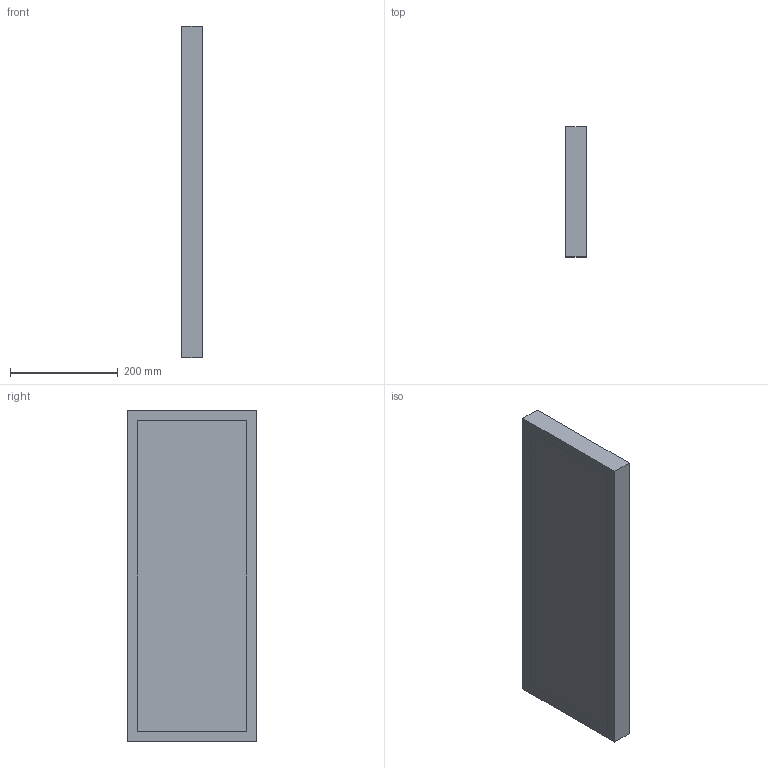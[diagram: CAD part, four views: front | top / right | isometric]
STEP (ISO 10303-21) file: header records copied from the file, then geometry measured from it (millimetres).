
FILE_DESCRIPTION (( 'STEP AP214' ), '1' );
FILE_NAME ('Inside Endplate Mold and Stock.STEP', '2025-03-20T13:41:59', ( '' ), ( '' ), 'SwSTEP 2.0', 'SolidWorks 2024', '' );
FILE_SCHEMA (( 'AUTOMOTIVE_DESIGN' ));
Length unit declared in the file: inch
Products named in the file (3): Inside Endplate Mold Stock; inside_endplate_mold.step; Inside Endplate Mold and Stock
Assembly tree (2 placements, depth 2):
  Inside Endplate Mold and Stock
    Inside Endplate Mold Stock
    inside_endplate_mold.step
Bounding box: 38.1 x 241.3 x 615.2 mm (x, y, z)
Surface area: 633708.5 mm2
Topology: 2 solids, 2 shells, 13 faces, 27 edges, 18 vertices
Faces by surface type: plane 12, cylinder 1
Entity records: 441 total; most frequent: DIRECTION 65, CARTESIAN_POINT 63, ORIENTED_EDGE 54, EDGE_CURVE 27, LINE 25, VECTOR 25, AXIS2_PLACEMENT_3D 20, VERTEX_POINT 18
